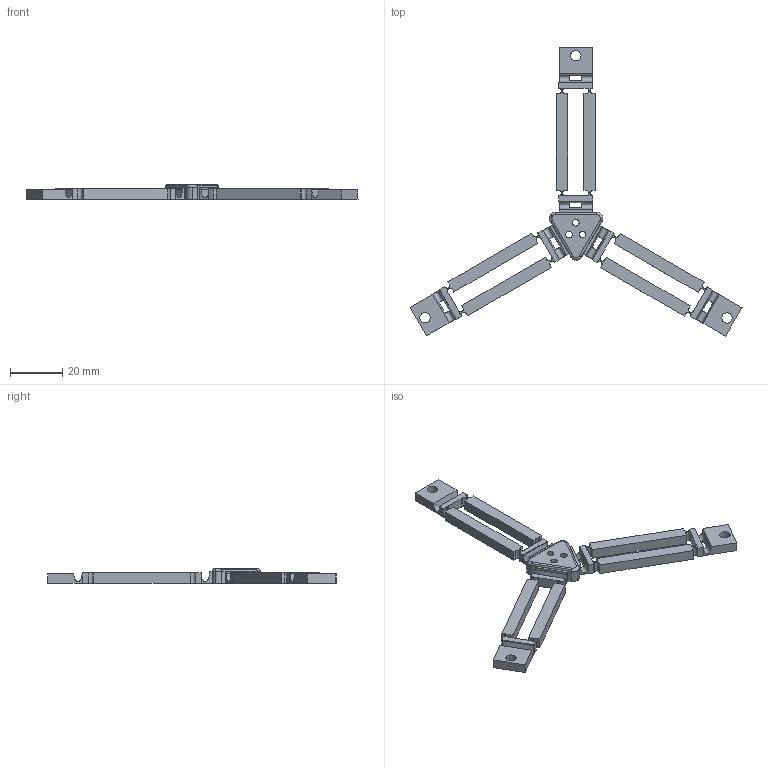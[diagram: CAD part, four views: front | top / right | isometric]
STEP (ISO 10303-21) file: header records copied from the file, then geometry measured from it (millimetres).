
FILE_DESCRIPTION (( 'STEP AP214' ), '1' );
FILE_NAME ('FDM Printed Delta Link.STEP', '2022-10-09T22:33:16', ( '' ), ( '' ), 'SwSTEP 2.0', 'SolidWorks 2022', '' );
FILE_SCHEMA (( 'AUTOMOTIVE_DESIGN' ));
Length unit declared in the file: inch
Products named in the file (2): FDM Printed Delta Link; Component6.step
Assembly tree (1 placements, depth 2):
  FDM Printed Delta Link
    Component6.step
Bounding box: 126.66 x 110.03 x 5.6 mm (x, y, z)
Volume: 7639.4 mm3; surface area: 7938.7 mm2
Topology: 7 solids, 7 shells, 241 faces, 668 edges, 441 vertices
Faces by surface type: plane 176, bspline 36, cylinder 24, torus 5
Entity records: 7921 total; most frequent: CARTESIAN_POINT 1915, ORIENTED_EDGE 1336, DIRECTION 1055, EDGE_CURVE 668, VECTOR 525, LINE 525, VERTEX_POINT 441, EDGE_LOOP 265
